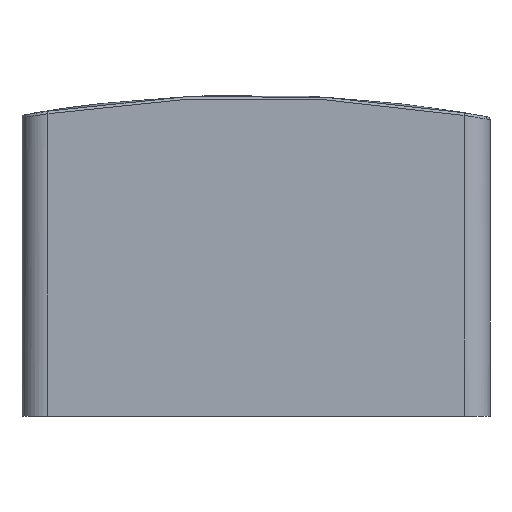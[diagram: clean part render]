
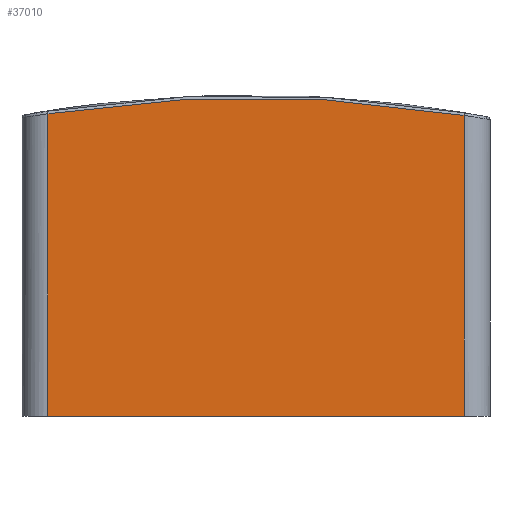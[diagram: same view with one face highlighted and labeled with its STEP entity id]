
A CAD part, left-side view. The second image highlights one B-rep face of the part: STEP entity #37010.
In plain terms, the highlighted planar face has unit normal (-1, 0, 0).
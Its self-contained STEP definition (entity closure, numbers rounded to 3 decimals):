
#278=CIRCLE('',#38546,495.644);
#4485=FACE_OUTER_BOUND('',#6717,.T.);
#6717=EDGE_LOOP('',(#33721,#33722,#33723,#33724));
#10504=LINE('',#69114,#14291);
#10505=LINE('',#69118,#14292);
#10506=LINE('',#69119,#14293);
#14291=VECTOR('',#45387,10.);
#14292=VECTOR('',#45392,10.);
#14293=VECTOR('',#45393,10.);
#17831=VERTEX_POINT('',#68970);
#17837=VERTEX_POINT('',#69096);
#17840=VERTEX_POINT('',#69113);
#17841=VERTEX_POINT('',#69117);
#23132=EDGE_CURVE('',#17831,#17837,#278,.T.);
#23136=EDGE_CURVE('',#17837,#17840,#10504,.T.);
#23138=EDGE_CURVE('',#17841,#17831,#10505,.T.);
#23139=EDGE_CURVE('',#17840,#17841,#10506,.T.);
#33721=ORIENTED_EDGE('',*,*,#23132,.F.);
#33722=ORIENTED_EDGE('',*,*,#23138,.F.);
#33723=ORIENTED_EDGE('',*,*,#23139,.F.);
#33724=ORIENTED_EDGE('',*,*,#23136,.F.);
#35018=PLANE('',#38550);
#37010=ADVANCED_FACE('',(#4485),#35018,.T.);
#38546=AXIS2_PLACEMENT_3D('',#69105,#45378,#45379);
#38550=AXIS2_PLACEMENT_3D('',#69116,#45390,#45391);
#45378=DIRECTION('center_axis',(1.,0.,0.));
#45379=DIRECTION('ref_axis',(0.,-0.004,
1.));
#45387=DIRECTION('',(0.,0.,-1.));
#45390=DIRECTION('center_axis',(-1.,0.,0.));
#45391=DIRECTION('ref_axis',(0.,-1.,0.));
#45392=DIRECTION('',(0.,0.,1.));
#45393=DIRECTION('',(0.,1.,0.));
#68970=CARTESIAN_POINT('',(-90.,80.,116.333));
#69096=CARTESIAN_POINT('',(-90.,-80.,115.667));
#69105=CARTESIAN_POINT('Origin',(-90.,2.034,-373.141));
#69113=CARTESIAN_POINT('',(-90.,-80.,0.));
#69114=CARTESIAN_POINT('',(-90.,-80.,0.));
#69116=CARTESIAN_POINT('Origin',(-90.,90.,0.));
#69117=CARTESIAN_POINT('',(-90.,80.,0.));
#69118=CARTESIAN_POINT('',(-90.,80.,0.));
#69119=CARTESIAN_POINT('',(-90.,-90.,0.));
